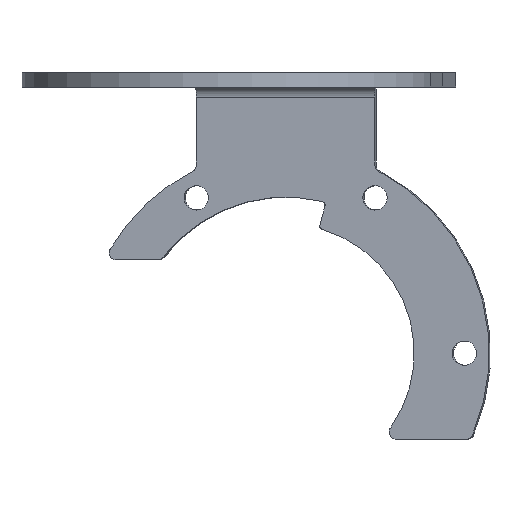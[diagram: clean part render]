
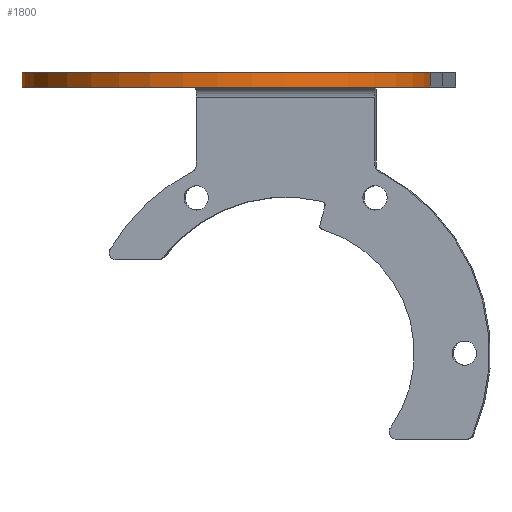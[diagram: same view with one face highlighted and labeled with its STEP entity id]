
A CAD part, front view. The second image highlights one B-rep face of the part: STEP entity #1800.
In plain terms, the highlighted cylindrical face has radius 28.5 mm (diameter 57 mm), a partial arc.
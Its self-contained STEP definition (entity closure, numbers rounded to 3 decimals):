
#106 = EDGE_CURVE ( 'NONE', #2288, #1856, #584, .T. ) ;
#120 = DIRECTION ( 'NONE',  ( 1., 0., 0. ) ) ;
#174 = DIRECTION ( 'NONE',  ( 0., 0., -1. ) ) ;
#212 = DIRECTION ( 'NONE',  ( -1., 0., 0. ) ) ;
#233 = EDGE_LOOP ( 'NONE', ( #2477, #1476, #305, #926 ) ) ;
#267 = AXIS2_PLACEMENT_3D ( 'NONE', #2039, #2410, #2013 ) ;
#273 = DIRECTION ( 'NONE',  ( 0., 0., -1. ) ) ;
#290 = CARTESIAN_POINT ( 'NONE',  ( 28.392, -2.484, 0. ) ) ;
#305 = ORIENTED_EDGE ( 'NONE', *, *, #662, .T. ) ;
#309 = VERTEX_POINT ( 'NONE', #2042 ) ;
#316 = AXIS2_PLACEMENT_3D ( 'NONE', #1931, #1375, #120 ) ;
#537 = EDGE_CURVE ( 'NONE', #2288, #309, #1439, .T. ) ;
#584 = LINE ( 'NONE', #959, #1699 ) ;
#662 = EDGE_CURVE ( 'NONE', #1856, #2365, #2589, .T. ) ;
#798 = CARTESIAN_POINT ( 'NONE',  ( -28.5, 0., 0. ) ) ;
#866 = CARTESIAN_POINT ( 'NONE',  ( 28.392, -2.484, 2. ) ) ;
#926 = ORIENTED_EDGE ( 'NONE', *, *, #2535, .F. ) ;
#959 = CARTESIAN_POINT ( 'NONE',  ( -28.5, 0., 2. ) ) ;
#997 = CYLINDRICAL_SURFACE ( 'NONE', #2517, 28.5 ) ;
#1330 = CARTESIAN_POINT ( 'NONE',  ( -28.5, 0., 2. ) ) ;
#1375 = DIRECTION ( 'NONE',  ( 0., 0., 1. ) ) ;
#1403 = CARTESIAN_POINT ( 'NONE',  ( 0., 0., 2. ) ) ;
#1439 = CIRCLE ( 'NONE', #316, 28.5 ) ;
#1476 = ORIENTED_EDGE ( 'NONE', *, *, #106, .T. ) ;
#1630 = FACE_OUTER_BOUND ( 'NONE', #233, .T. ) ;
#1699 = VECTOR ( 'NONE', #174, 1000. ) ;
#1800 = ADVANCED_FACE ( 'NONE', ( #1630 ), #997, .T. ) ;
#1856 = VERTEX_POINT ( 'NONE', #798 ) ;
#1931 = CARTESIAN_POINT ( 'NONE',  ( 0., 0., 2. ) ) ;
#2013 = DIRECTION ( 'NONE',  ( 1., 0., 0. ) ) ;
#2015 = DIRECTION ( 'NONE',  ( 0., 0., -1. ) ) ;
#2039 = CARTESIAN_POINT ( 'NONE',  ( 0., 0., 0. ) ) ;
#2042 = CARTESIAN_POINT ( 'NONE',  ( 28.392, -2.484, 2. ) ) ;
#2062 = LINE ( 'NONE', #866, #2554 ) ;
#2288 = VERTEX_POINT ( 'NONE', #1330 ) ;
#2365 = VERTEX_POINT ( 'NONE', #290 ) ;
#2410 = DIRECTION ( 'NONE',  ( 0., 0., 1. ) ) ;
#2477 = ORIENTED_EDGE ( 'NONE', *, *, #537, .F. ) ;
#2517 = AXIS2_PLACEMENT_3D ( 'NONE', #1403, #2015, #212 ) ;
#2535 = EDGE_CURVE ( 'NONE', #309, #2365, #2062, .T. ) ;
#2554 = VECTOR ( 'NONE', #273, 1000. ) ;
#2589 = CIRCLE ( 'NONE', #267, 28.5 ) ;
